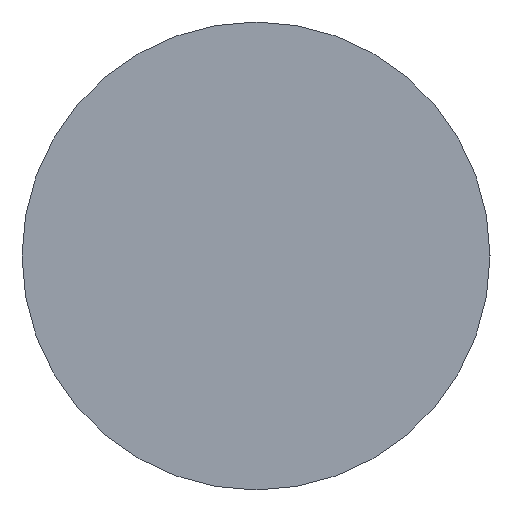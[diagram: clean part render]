
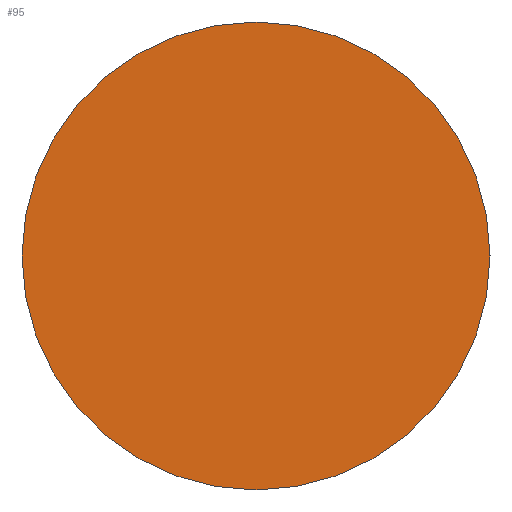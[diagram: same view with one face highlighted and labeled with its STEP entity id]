
A CAD part, left-side view. The second image highlights one B-rep face of the part: STEP entity #95.
In plain terms, the highlighted planar face has unit normal (-1, 0, 0).
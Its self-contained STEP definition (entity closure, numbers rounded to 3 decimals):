
#8 = VERTEX_POINT ( 'NONE', #104 ) ;
#11 = AXIS2_PLACEMENT_3D ( 'NONE', #97, #98, #107 ) ;
#20 = CARTESIAN_POINT ( 'NONE',  ( -5.667, 0., -3.75 ) ) ;
#25 = AXIS2_PLACEMENT_3D ( 'NONE', #87, #49, #108 ) ;
#34 = CARTESIAN_POINT ( 'NONE',  ( -5.667, 0., 0. ) ) ;
#49 = DIRECTION ( 'NONE',  ( 1., 0., 0. ) ) ;
#53 = ORIENTED_EDGE ( 'NONE', *, *, #71, .F. ) ;
#55 = PLANE ( 'NONE',  #78 ) ;
#58 = DIRECTION ( 'NONE',  ( 0., 1., 0. ) ) ;
#65 = EDGE_CURVE ( 'NONE', #79, #8, #101, .T. ) ;
#70 = EDGE_LOOP ( 'NONE', ( #53, #93 ) ) ;
#71 = EDGE_CURVE ( 'NONE', #8, #79, #103, .T. ) ;
#76 = FACE_OUTER_BOUND ( 'NONE', #70, .T. ) ;
#78 = AXIS2_PLACEMENT_3D ( 'NONE', #34, #118, #58 ) ;
#79 = VERTEX_POINT ( 'NONE', #20 ) ;
#87 = CARTESIAN_POINT ( 'NONE',  ( -5.667, 0., 0. ) ) ;
#93 = ORIENTED_EDGE ( 'NONE', *, *, #65, .F. ) ;
#95 = ADVANCED_FACE ( 'NONE', ( #76 ), #55, .F. ) ;
#97 = CARTESIAN_POINT ( 'NONE',  ( -5.667, 0., 0. ) ) ;
#98 = DIRECTION ( 'NONE',  ( 1., 0., 0. ) ) ;
#101 = CIRCLE ( 'NONE', #11, 3.75 ) ;
#103 = CIRCLE ( 'NONE', #25, 3.75 ) ;
#104 = CARTESIAN_POINT ( 'NONE',  ( -5.667, 0., 3.75 ) ) ;
#107 = DIRECTION ( 'NONE',  ( 0., 0., -1. ) ) ;
#108 = DIRECTION ( 'NONE',  ( 0., 0., -1. ) ) ;
#118 = DIRECTION ( 'NONE',  ( 1., 0., 0. ) ) ;
